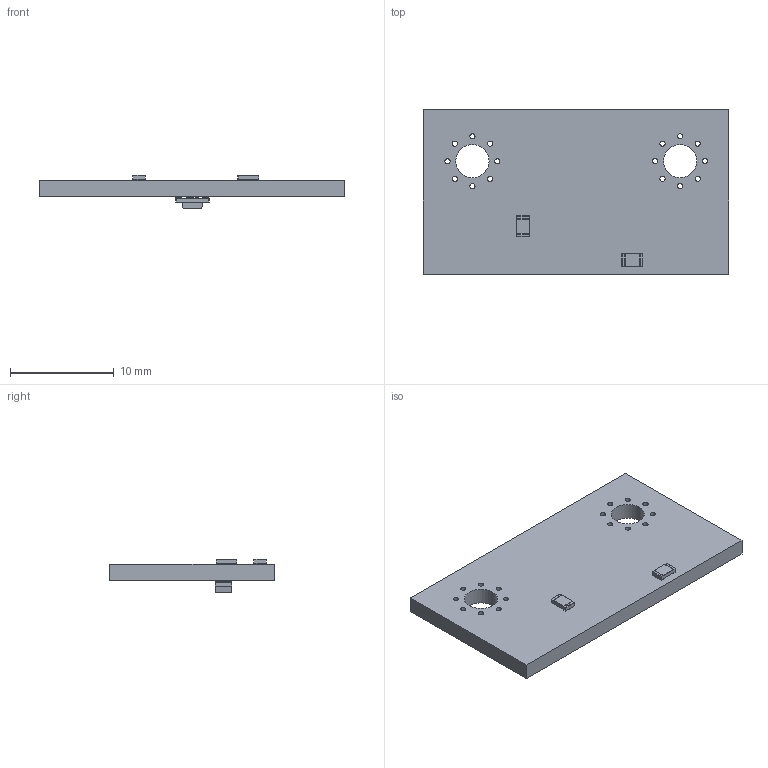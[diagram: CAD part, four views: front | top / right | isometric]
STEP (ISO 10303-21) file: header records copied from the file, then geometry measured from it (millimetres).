
FILE_DESCRIPTION(('KiCad electronic assembly'),'2;1');
FILE_NAME('Open-JIP(KiCad)_T3.6_OD.step','2021-03-07T13:08:40',( 'An Author'),('A Company'),'Open CASCADE STEP processor 7.4', 'KiCad to STEP converter','Unknown');
FILE_SCHEMA(('AUTOMOTIVE_DESIGN { 1 0 10303 214 1 1 1 1 }'));
Length unit declared in the file: millimetre
Products named in the file (6): Open CASCADE STEP translator 7.4 1; R_0805_2012Metric; SOLID; LED_1206_3216Metric; COMPOUND
Assembly tree (6 placements, depth 3):
  Open CASCADE STEP translator 7.4 1
    R_0805_2012Metric  x2
      SOLID
    LED_1206_3216Metric
      SOLID
    COMPOUND
Bounding box: 29.4 x 15.82 x 3.25 mm (x, y, z)
Volume: 719.8 mm3; surface area: 1143.6 mm2
Topology: 4 solids, 4 shells, 126 faces, 335 edges, 218 vertices
Faces by surface type: plane 84, cylinder 42
Full cylindrical faces by diameter (mm): 0.5 x16, 3.2 x2
Entity records: 7464 total; most frequent: CARTESIAN_POINT 1394, DIRECTION 1031, LINE 665, VECTOR 665, ORIENTED_EDGE 534, PCURVE 534, DEFINITIONAL_REPRESENTATION 534, EDGE_CURVE 267
